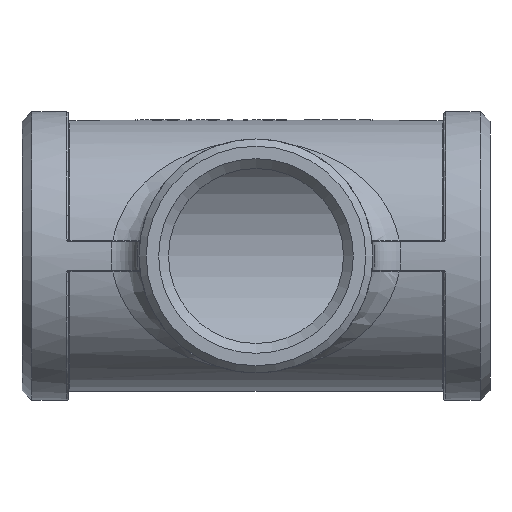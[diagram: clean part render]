
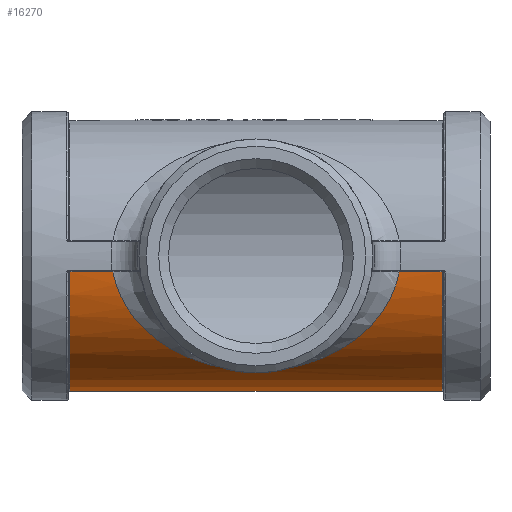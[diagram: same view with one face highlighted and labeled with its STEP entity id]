
A CAD part, front view. The second image highlights one B-rep face of the part: STEP entity #16270.
In plain terms, the highlighted cylindrical face has radius 23.5 mm (diameter 47 mm), a partial arc.
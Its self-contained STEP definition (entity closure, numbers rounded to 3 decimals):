
#3047 = EDGE_LOOP ( 'NONE', ( #4765, #4392, #4420, #4692, #4745, #5480 ) ) ;
#3129 = VERTEX_POINT ( 'NONE', #12044 ) ;
#3187 = VERTEX_POINT ( 'NONE', #10899 ) ;
#3189 = VERTEX_POINT ( 'NONE', #11474 ) ;
#3222 = VERTEX_POINT ( 'NONE', #11807 ) ;
#3519 = AXIS2_PLACEMENT_3D ( 'NONE', #6600, #7551, #6725 ) ;
#3585 = EDGE_CURVE ( 'NONE', #4623, #4625, #13543, .T. ) ;
#3648 = EDGE_CURVE ( 'NONE', #3187, #3129, #9339, .T. ) ;
#3707 = EDGE_CURVE ( 'NONE', #4625, #3187, #9408, .T. ) ;
#3879 = EDGE_CURVE ( 'NONE', #3222, #4623, #23744, .T. ) ;
#4325 = AXIS2_PLACEMENT_3D ( 'NONE', #18526, #18525, #18524 ) ;
#4364 = AXIS2_PLACEMENT_3D ( 'NONE', #12989, #12987, #12986 ) ;
#4392 = ORIENTED_EDGE ( 'NONE', *, *, #3707, .F. ) ;
#4420 = ORIENTED_EDGE ( 'NONE', *, *, #3585, .F. ) ;
#4623 = VERTEX_POINT ( 'NONE', #21744 ) ;
#4625 = VERTEX_POINT ( 'NONE', #21733 ) ;
#4692 = ORIENTED_EDGE ( 'NONE', *, *, #3879, .F. ) ;
#4745 = ORIENTED_EDGE ( 'NONE', *, *, #18145, .F. ) ;
#4765 = ORIENTED_EDGE ( 'NONE', *, *, #3648, .F. ) ;
#5480 = ORIENTED_EDGE ( 'NONE', *, *, #17860, .F. ) ;
#6291 = DIRECTION ( 'NONE',  ( 1., 0., 0. ) ) ;
#6600 = CARTESIAN_POINT ( 'NONE',  ( 32.2, 0., 0. ) ) ;
#6725 = DIRECTION ( 'NONE',  ( 0., 0., -1. ) ) ;
#7287 = CARTESIAN_POINT ( 'NONE',  ( 0., -23.337, -2.765 ) ) ;
#7551 = DIRECTION ( 'NONE',  ( 1., 0., 0. ) ) ;
#8276 = CARTESIAN_POINT ( 'NONE',  ( 24.251, -22.995, -5.648 ) ) ;
#8321 = CARTESIAN_POINT ( 'NONE',  ( 24.758, -23.337, -2.765 ) ) ;
#8422 = CARTESIAN_POINT ( 'NONE',  ( 0., 23.337, -2.765 ) ) ;
#8546 = FACE_OUTER_BOUND ( 'NONE', #3047, .T. ) ;
#8640 = CYLINDRICAL_SURFACE ( 'NONE', #4325, 23.5 ) ;
#9339 = CIRCLE ( 'NONE', #3519, 23.5 ) ;
#9359 = VECTOR ( 'NONE', #6291, 1000. ) ;
#9369 = CIRCLE ( 'NONE', #4364, 23.5 ) ;
#9408 = LINE ( 'NONE', #7287, #9359 ) ;
#9496 = VECTOR ( 'NONE', #13302, 1000. ) ;
#9498 = LINE ( 'NONE', #8422, #9496 ) ;
#10855 = CARTESIAN_POINT ( 'NONE',  ( 5.43, -13.12, -19.507 ) ) ;
#10899 = CARTESIAN_POINT ( 'NONE',  ( 32.2, -23.337, -2.765 ) ) ;
#10900 = CARTESIAN_POINT ( 'NONE',  ( 8.711, -14.221, -18.73 ) ) ;
#10988 = CARTESIAN_POINT ( 'NONE',  ( -6.024, -13.234, -19.435 ) ) ;
#11026 = CARTESIAN_POINT ( 'NONE',  ( 1.86, -12.448, -19.933 ) ) ;
#11351 = CARTESIAN_POINT ( 'NONE',  ( -1.858, -12.448, -19.933 ) ) ;
#11474 = CARTESIAN_POINT ( 'NONE',  ( -32.2, 23.337, -2.765 ) ) ;
#11494 = CARTESIAN_POINT ( 'NONE',  ( -24.758, -23.337, -2.765 ) ) ;
#11501 = CARTESIAN_POINT ( 'NONE',  ( -15.906, -17.666, -15.722 ) ) ;
#11561 = CARTESIAN_POINT ( 'NONE',  ( 11.715, -15.544, -17.658 ) ) ;
#11661 = CARTESIAN_POINT ( 'NONE',  ( 16.29, -17.904, -15.41 ) ) ;
#11691 = CARTESIAN_POINT ( 'NONE',  ( -21.634, -21.234, -11.036 ) ) ;
#11712 = CARTESIAN_POINT ( 'NONE',  ( -24.251, -22.995, -5.648 ) ) ;
#11807 = CARTESIAN_POINT ( 'NONE',  ( -32.2, -23.337, -2.765 ) ) ;
#11951 = CARTESIAN_POINT ( 'NONE',  ( 21.63, -21.234, -11.037 ) ) ;
#11960 = CARTESIAN_POINT ( 'NONE',  ( -10.304, -14.836, -18.287 ) ) ;
#12044 = CARTESIAN_POINT ( 'NONE',  ( 32.2, 23.337, -2.765 ) ) ;
#12986 = DIRECTION ( 'NONE',  ( 0., 0., -1. ) ) ;
#12987 = DIRECTION ( 'NONE',  ( -1., 0., 0. ) ) ;
#12989 = CARTESIAN_POINT ( 'NONE',  ( -32.2, 0., 0. ) ) ;
#13302 = DIRECTION ( 'NONE',  ( -1., 0., 0. ) ) ;
#13543 = B_SPLINE_CURVE_WITH_KNOTS ( 'NONE', 3,
 ( #11494, #11712, #11691, #11501, #11960, #10988, #11351, #11026, #10855, #10900, #11561, #11661, #11951, #8276, #8321 ),
 .UNSPECIFIED., .F., .F.,
 ( 4, 1, 1, 1, 1, 1, 1, 1, 1, 1, 1, 1, 4 ),
 ( 0., 0.143, 0.286, 0.357, 0.429, 0.476, 0.524, 0.571, 0.619, 0.667, 0.714, 0.857, 1. ),
 .UNSPECIFIED. ) ;
#16270 = ADVANCED_FACE ( 'NONE', ( #8546 ), #8640, .T. ) ;
#16388 = DIRECTION ( 'NONE',  ( 1., 0., 0. ) ) ;
#17827 = CARTESIAN_POINT ( 'NONE',  ( 0., -23.337, -2.765 ) ) ;
#17860 = EDGE_CURVE ( 'NONE', #3129, #3189, #9498, .T. ) ;
#18145 = EDGE_CURVE ( 'NONE', #3189, #3222, #9369, .T. ) ;
#18524 = DIRECTION ( 'NONE',  ( 0., 1., 0. ) ) ;
#18525 = DIRECTION ( 'NONE',  ( 1., 0., 0. ) ) ;
#18526 = CARTESIAN_POINT ( 'NONE',  ( 0., 0., 0. ) ) ;
#21733 = CARTESIAN_POINT ( 'NONE',  ( 24.758, -23.337, -2.765 ) ) ;
#21744 = CARTESIAN_POINT ( 'NONE',  ( -24.758, -23.337, -2.765 ) ) ;
#23683 = VECTOR ( 'NONE', #16388, 1000. ) ;
#23744 = LINE ( 'NONE', #17827, #23683 ) ;
